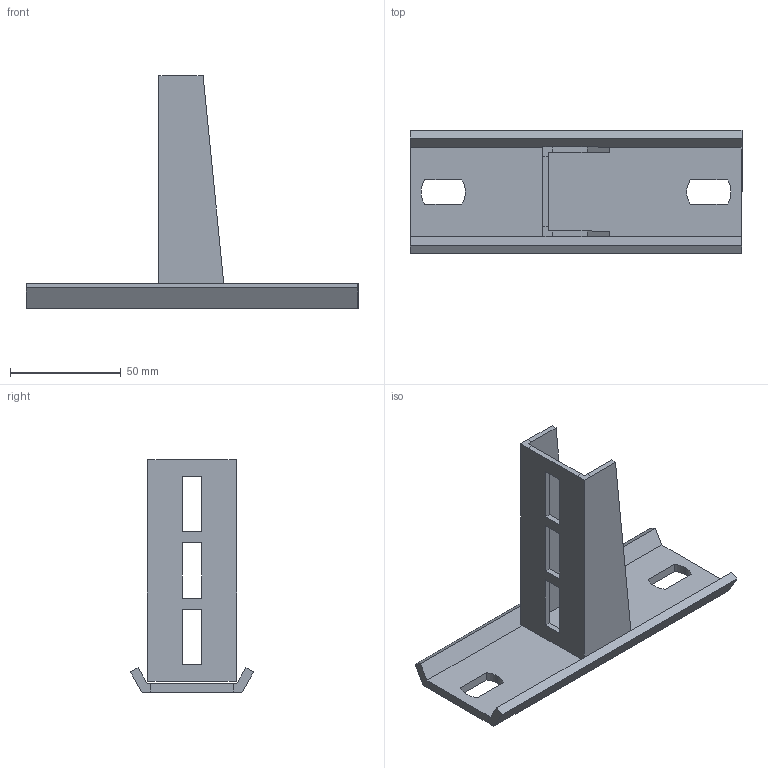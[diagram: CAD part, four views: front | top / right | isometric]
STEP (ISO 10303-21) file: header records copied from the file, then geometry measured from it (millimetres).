
FILE_DESCRIPTION (( 'STEP AP214' ), '1' );
FILE_NAME ('6350054.stp', '2019-05-23T08:11:59', ( '' ), ( '' ), 'SwSTEP 2.0', 'SolidWorks 2018', '' );
FILE_SCHEMA (( 'AUTOMOTIVE_DESIGN' ));
Length unit declared in the file: millimetre
Products named in the file (3): KTS 02.020-019_Standard; 6350054; 048899_Standard
Assembly tree (2 placements, depth 2):
  6350054
    048899_Standard
    KTS 02.020-019_Standard
Bounding box: 150 x 55.69 x 105 mm (x, y, z)
Volume: 55003.4 mm3; surface area: 36994.7 mm2
Topology: 2 solids, 2 shells, 54 faces, 150 edges, 100 vertices
Faces by surface type: plane 48, cylinder 6
Entity records: 1836 total; most frequent: CARTESIAN_POINT 309, ORIENTED_EDGE 300, DIRECTION 280, EDGE_CURVE 150, VECTOR 138, LINE 138, VERTEX_POINT 100, AXIS2_PLACEMENT_3D 71
